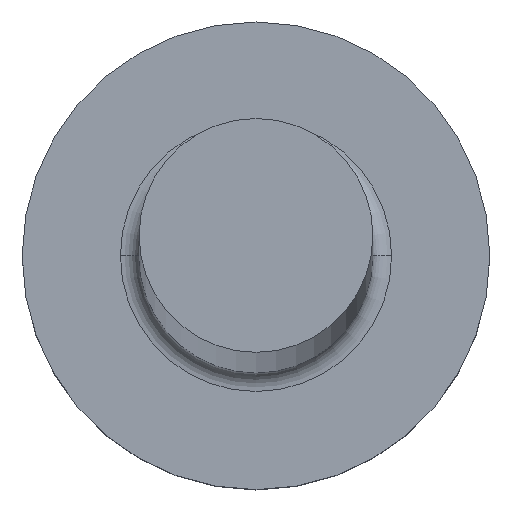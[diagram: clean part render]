
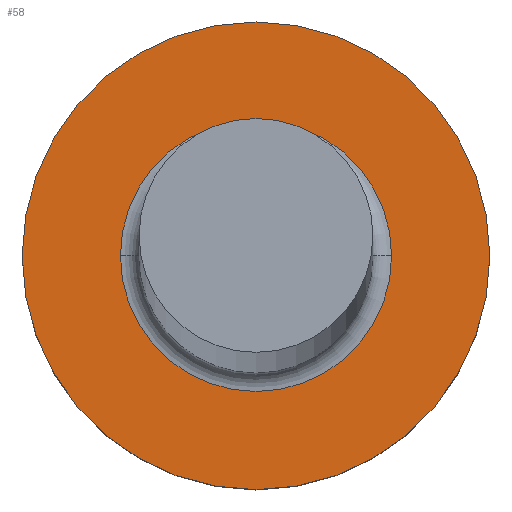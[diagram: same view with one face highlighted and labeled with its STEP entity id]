
A CAD part, top view. The second image highlights one B-rep face of the part: STEP entity #58.
In plain terms, the highlighted planar face has unit normal (0, 0, 1).
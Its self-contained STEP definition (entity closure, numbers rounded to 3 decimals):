
#1 = CARTESIAN_POINT ( 'NONE',  ( 0., 0., 2. ) ) ;
#12 = VERTEX_POINT ( 'NONE', #90 ) ;
#15 = AXIS2_PLACEMENT_3D ( 'NONE', #287, #168, #171 ) ;
#18 = EDGE_LOOP ( 'NONE', ( #164, #294 ) ) ;
#41 = DIRECTION ( 'NONE',  ( 0., 0., 1. ) ) ;
#42 = DIRECTION ( 'NONE',  ( 1., 0., 0. ) ) ;
#58 = ADVANCED_FACE ( 'NONE', ( #249, #87 ), #297, .T. ) ;
#61 = DIRECTION ( 'NONE',  ( 0., 0., 1. ) ) ;
#71 = DIRECTION ( 'NONE',  ( 0., 0., -1. ) ) ;
#74 = EDGE_CURVE ( 'NONE', #115, #12, #281, .T. ) ;
#76 = AXIS2_PLACEMENT_3D ( 'NONE', #274, #61, #206 ) ;
#77 = CARTESIAN_POINT ( 'NONE',  ( -2.5, 0., 2. ) ) ;
#87 = FACE_OUTER_BOUND ( 'NONE', #291, .T. ) ;
#88 = EDGE_CURVE ( 'NONE', #12, #115, #207, .T. ) ;
#90 = CARTESIAN_POINT ( 'NONE',  ( 2.5, 0., 2. ) ) ;
#97 = DIRECTION ( 'NONE',  ( 1., 0., 0. ) ) ;
#106 = VERTEX_POINT ( 'NONE', #169 ) ;
#110 = AXIS2_PLACEMENT_3D ( 'NONE', #253, #41, #42 ) ;
#115 = VERTEX_POINT ( 'NONE', #77 ) ;
#116 = DIRECTION ( 'NONE',  ( 1., 0., 0. ) ) ;
#135 = DIRECTION ( 'NONE',  ( 0., 0., 1. ) ) ;
#138 = ORIENTED_EDGE ( 'NONE', *, *, #74, .T. ) ;
#143 = CARTESIAN_POINT ( 'NONE',  ( 1.45, 0., 2. ) ) ;
#145 = AXIS2_PLACEMENT_3D ( 'NONE', #208, #135, #116 ) ;
#151 = CIRCLE ( 'NONE', #233, 1.45 ) ;
#153 = EDGE_CURVE ( 'NONE', #154, #106, #151, .T. ) ;
#154 = VERTEX_POINT ( 'NONE', #143 ) ;
#164 = ORIENTED_EDGE ( 'NONE', *, *, #153, .T. ) ;
#168 = DIRECTION ( 'NONE',  ( 0., 0., -1. ) ) ;
#169 = CARTESIAN_POINT ( 'NONE',  ( -1.45, 0., 2. ) ) ;
#171 = DIRECTION ( 'NONE',  ( 1., 0., 0. ) ) ;
#206 = DIRECTION ( 'NONE',  ( 1., 0., 0. ) ) ;
#207 = CIRCLE ( 'NONE', #76, 2.5 ) ;
#208 = CARTESIAN_POINT ( 'NONE',  ( 0., 0., 2. ) ) ;
#227 = EDGE_CURVE ( 'NONE', #106, #154, #269, .T. ) ;
#231 = ORIENTED_EDGE ( 'NONE', *, *, #88, .T. ) ;
#233 = AXIS2_PLACEMENT_3D ( 'NONE', #1, #71, #97 ) ;
#249 = FACE_BOUND ( 'NONE', #18, .T. ) ;
#253 = CARTESIAN_POINT ( 'NONE',  ( 0., 0., 2. ) ) ;
#269 = CIRCLE ( 'NONE', #15, 1.45 ) ;
#274 = CARTESIAN_POINT ( 'NONE',  ( 0., 0., 2. ) ) ;
#281 = CIRCLE ( 'NONE', #145, 2.5 ) ;
#287 = CARTESIAN_POINT ( 'NONE',  ( 0., 0., 2. ) ) ;
#291 = EDGE_LOOP ( 'NONE', ( #138, #231 ) ) ;
#294 = ORIENTED_EDGE ( 'NONE', *, *, #227, .T. ) ;
#297 = PLANE ( 'NONE',  #110 ) ;
